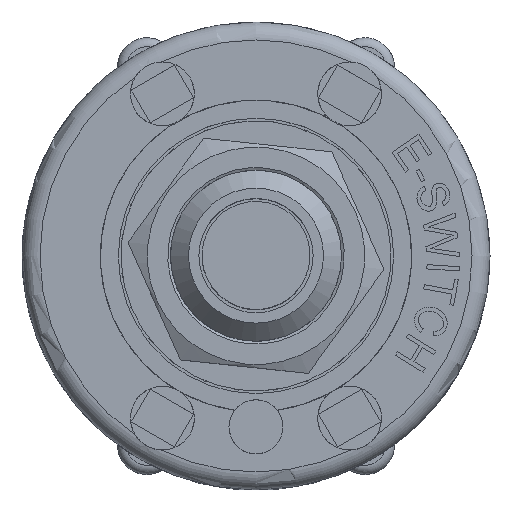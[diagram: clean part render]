
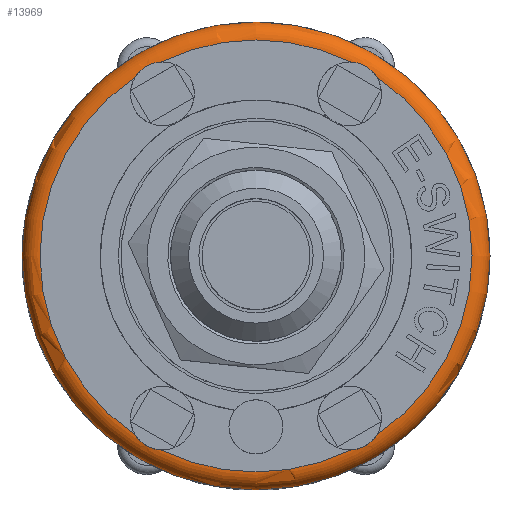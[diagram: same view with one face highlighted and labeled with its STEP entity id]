
A CAD part, top view. The second image highlights one B-rep face of the part: STEP entity #13969.
In plain terms, the highlighted toroidal (fillet/blend) face has major radius 12 mm and minor radius 1 mm.
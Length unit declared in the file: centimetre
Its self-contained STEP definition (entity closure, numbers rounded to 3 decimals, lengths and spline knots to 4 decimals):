
#26=TOROIDAL_SURFACE('',#14704,1.2,0.1);
#656=B_SPLINE_CURVE_WITH_KNOTS('',3,(#24071,#24072,#24073,#24074,#24075,
#24076,#24077,#24078,#24079,#24080,#24081,#24082),.UNSPECIFIED.,.F.,.F.,
(4,2,2,2,2,4),(-0.2692,-0.2446,-0.216,
-0.1921,-0.1645,-0.1357),.UNSPECIFIED.);
#657=B_SPLINE_CURVE_WITH_KNOTS('',3,(#24094,#24095,#24096,#24097,#24098,
#24099,#24100,#24101,#24102,#24103,#24104,#24105),.UNSPECIFIED.,.F.,.F.,
(4,2,2,2,2,4),(-0.2692,-0.2446,-0.216,
-0.1921,-0.1645,-0.1357),.UNSPECIFIED.);
#658=B_SPLINE_CURVE_WITH_KNOTS('',3,(#24122,#24123,#24124,#24125,#24126,
#24127,#24128,#24129,#24130,#24131,#24132,#24133),.UNSPECIFIED.,.F.,.F.,
(4,2,2,2,2,4),(-0.2692,-0.2446,-0.216,
-0.1921,-0.1645,-0.1357),.UNSPECIFIED.);
#659=B_SPLINE_CURVE_WITH_KNOTS('',3,(#24155,#24156,#24157,#24158,#24159,
#24160,#24161,#24162,#24163,#24164,#24165,#24166),.UNSPECIFIED.,.F.,.F.,
(4,2,2,2,2,4),(-0.2692,-0.2446,-0.216,
-0.1921,-0.1645,-0.1357),.UNSPECIFIED.);
#1862=FACE_OUTER_BOUND('',#2685,.T.);
#2685=EDGE_LOOP('',(#12883,#12884,#12885,#12886,#12887,#12888,#12889,#12890,
#12891,#12892,#12893,#12894));
#5811=CIRCLE('',#14657,1.3);
#5838=CIRCLE('',#14705,0.1);
#5839=CIRCLE('',#14706,1.2);
#5840=CIRCLE('',#14707,1.2);
#5841=CIRCLE('',#14708,1.2);
#5842=CIRCLE('',#14709,1.2);
#5843=CIRCLE('',#14710,1.2);
#7124=VERTEX_POINT('',#24033);
#7132=VERTEX_POINT('',#24069);
#7133=VERTEX_POINT('',#24070);
#7136=VERTEX_POINT('',#24092);
#7137=VERTEX_POINT('',#24093);
#7142=VERTEX_POINT('',#24120);
#7143=VERTEX_POINT('',#24121);
#7150=VERTEX_POINT('',#24153);
#7151=VERTEX_POINT('',#24154);
#7154=VERTEX_POINT('',#24176);
#9079=EDGE_CURVE('',#7124,#7124,#5811,.T.);
#9097=EDGE_CURVE('',#7132,#7133,#656,.T.);
#9103=EDGE_CURVE('',#7136,#7137,#657,.T.);
#9111=EDGE_CURVE('',#7142,#7143,#658,.T.);
#9121=EDGE_CURVE('',#7150,#7151,#659,.T.);
#9127=EDGE_CURVE('',#7124,#7154,#5838,.T.);
#9128=EDGE_CURVE('',#7154,#7142,#5839,.T.);
#9129=EDGE_CURVE('',#7143,#7136,#5840,.T.);
#9130=EDGE_CURVE('',#7137,#7132,#5841,.T.);
#9131=EDGE_CURVE('',#7133,#7150,#5842,.T.);
#9132=EDGE_CURVE('',#7151,#7154,#5843,.T.);
#12883=ORIENTED_EDGE('',*,*,#9079,.T.);
#12884=ORIENTED_EDGE('',*,*,#9127,.T.);
#12885=ORIENTED_EDGE('',*,*,#9128,.T.);
#12886=ORIENTED_EDGE('',*,*,#9111,.T.);
#12887=ORIENTED_EDGE('',*,*,#9129,.T.);
#12888=ORIENTED_EDGE('',*,*,#9103,.T.);
#12889=ORIENTED_EDGE('',*,*,#9130,.T.);
#12890=ORIENTED_EDGE('',*,*,#9097,.T.);
#12891=ORIENTED_EDGE('',*,*,#9131,.T.);
#12892=ORIENTED_EDGE('',*,*,#9121,.T.);
#12893=ORIENTED_EDGE('',*,*,#9132,.T.);
#12894=ORIENTED_EDGE('',*,*,#9127,.F.);
#13969=ADVANCED_FACE('',(#1862),#26,.T.);
#14657=AXIS2_PLACEMENT_3D('',#24034,#17462,#17463);
#14704=AXIS2_PLACEMENT_3D('',#24175,#17573,#17574);
#14705=AXIS2_PLACEMENT_3D('',#24177,#17575,#17576);
#14706=AXIS2_PLACEMENT_3D('',#24178,#17577,#17578);
#14707=AXIS2_PLACEMENT_3D('',#24179,#17579,#17580);
#14708=AXIS2_PLACEMENT_3D('',#24180,#17581,#17582);
#14709=AXIS2_PLACEMENT_3D('',#24181,#17583,#17584);
#14710=AXIS2_PLACEMENT_3D('',#24182,#17585,#17586);
#17462=DIRECTION('center_axis',(0.,0.,1.));
#17463=DIRECTION('ref_axis',(-1.,0.,0.));
#17573=DIRECTION('center_axis',(0.,0.,-1.));
#17574=DIRECTION('ref_axis',(-1.,0.,0.));
#17575=DIRECTION('center_axis',(0.,-1.,0.));
#17576=DIRECTION('ref_axis',(1.,0.,0.));
#17577=DIRECTION('center_axis',(0.,0.,-1.));
#17578=DIRECTION('ref_axis',(-1.,0.,0.));
#17579=DIRECTION('center_axis',(0.,0.,-1.));
#17580=DIRECTION('ref_axis',(-1.,0.,0.));
#17581=DIRECTION('center_axis',(0.,0.,-1.));
#17582=DIRECTION('ref_axis',(-1.,0.,0.));
#17583=DIRECTION('center_axis',(0.,0.,-1.));
#17584=DIRECTION('ref_axis',(-1.,0.,0.));
#17585=DIRECTION('center_axis',(0.,0.,-1.));
#17586=DIRECTION('ref_axis',(-1.,0.,0.));
#24033=CARTESIAN_POINT('',(1.3,0.,0.95));
#24034=CARTESIAN_POINT('Origin',(0.,0.,0.95));
#24069=CARTESIAN_POINT('',(-0.67,0.9955,1.05));
#24070=CARTESIAN_POINT('',(-0.5271,1.078,1.05));
#24071=CARTESIAN_POINT('Ctrl Pts',(-0.67,0.9955,
1.05));
#24072=CARTESIAN_POINT('Ctrl Pts',(-0.6646,1.0041,
1.05));
#24073=CARTESIAN_POINT('Ctrl Pts',(-0.6583,1.0124,
1.0498));
#24074=CARTESIAN_POINT('Ctrl Pts',(-0.6428,1.0294,
1.0491));
#24075=CARTESIAN_POINT('Ctrl Pts',(-0.6335,1.0377,
1.0488));
#24076=CARTESIAN_POINT('Ctrl Pts',(-0.615,1.051,1.0484));
#24077=CARTESIAN_POINT('Ctrl Pts',(-0.6061,1.0563,
1.0484));
#24078=CARTESIAN_POINT('Ctrl Pts',(-0.5859,1.0659,1.0487));
#24079=CARTESIAN_POINT('Ctrl Pts',(-0.5747,1.07,1.049));
#24080=CARTESIAN_POINT('Ctrl Pts',(-0.551,1.0759,1.0497));
#24081=CARTESIAN_POINT('Ctrl Pts',(-0.539,1.0775,
1.05));
#24082=CARTESIAN_POINT('Ctrl Pts',(-0.5271,1.078,
1.05));
#24092=CARTESIAN_POINT('',(-0.5271,-1.078,1.05));
#24093=CARTESIAN_POINT('',(-0.67,-0.9955,1.05));
#24094=CARTESIAN_POINT('Ctrl Pts',(-0.5271,-1.078,
1.05));
#24095=CARTESIAN_POINT('Ctrl Pts',(-0.5373,-1.0776,
1.05));
#24096=CARTESIAN_POINT('Ctrl Pts',(-0.5476,-1.0763,
1.0498));
#24097=CARTESIAN_POINT('Ctrl Pts',(-0.5701,-1.0714,1.0491));
#24098=CARTESIAN_POINT('Ctrl Pts',(-0.5819,-1.0675,
1.0488));
#24099=CARTESIAN_POINT('Ctrl Pts',(-0.6027,-1.0581,
1.0484));
#24100=CARTESIAN_POINT('Ctrl Pts',(-0.6117,-1.053,
1.0484));
#24101=CARTESIAN_POINT('Ctrl Pts',(-0.6301,-1.0404,
1.0487));
#24102=CARTESIAN_POINT('Ctrl Pts',(-0.6393,-1.0327,
1.049));
#24103=CARTESIAN_POINT('Ctrl Pts',(-0.6562,-1.0151,
1.0497));
#24104=CARTESIAN_POINT('Ctrl Pts',(-0.6637,-1.0055,
1.05));
#24105=CARTESIAN_POINT('Ctrl Pts',(-0.67,-0.9955,
1.05));
#24120=CARTESIAN_POINT('',(0.67,-0.9955,1.05));
#24121=CARTESIAN_POINT('',(0.5271,-1.078,1.05));
#24122=CARTESIAN_POINT('Ctrl Pts',(0.67,-0.9955,
1.05));
#24123=CARTESIAN_POINT('Ctrl Pts',(0.6646,-1.0041,
1.05));
#24124=CARTESIAN_POINT('Ctrl Pts',(0.6583,-1.0124,
1.0498));
#24125=CARTESIAN_POINT('Ctrl Pts',(0.6428,-1.0294,
1.0491));
#24126=CARTESIAN_POINT('Ctrl Pts',(0.6335,-1.0377,
1.0488));
#24127=CARTESIAN_POINT('Ctrl Pts',(0.615,-1.051,
1.0484));
#24128=CARTESIAN_POINT('Ctrl Pts',(0.6061,-1.0563,
1.0484));
#24129=CARTESIAN_POINT('Ctrl Pts',(0.5859,-1.0659,1.0487));
#24130=CARTESIAN_POINT('Ctrl Pts',(0.5747,-1.07,1.049));
#24131=CARTESIAN_POINT('Ctrl Pts',(0.551,-1.0759,
1.0497));
#24132=CARTESIAN_POINT('Ctrl Pts',(0.539,-1.0775,
1.05));
#24133=CARTESIAN_POINT('Ctrl Pts',(0.5271,-1.078,
1.05));
#24153=CARTESIAN_POINT('',(0.5271,1.078,1.05));
#24154=CARTESIAN_POINT('',(0.67,0.9955,1.05));
#24155=CARTESIAN_POINT('Ctrl Pts',(0.5271,1.078,1.05));
#24156=CARTESIAN_POINT('Ctrl Pts',(0.5373,1.0776,1.05));
#24157=CARTESIAN_POINT('Ctrl Pts',(0.5476,1.0763,1.0498));
#24158=CARTESIAN_POINT('Ctrl Pts',(0.5701,1.0714,1.0491));
#24159=CARTESIAN_POINT('Ctrl Pts',(0.5819,1.0675,1.0488));
#24160=CARTESIAN_POINT('Ctrl Pts',(0.6027,1.0581,1.0484));
#24161=CARTESIAN_POINT('Ctrl Pts',(0.6117,1.053,1.0484));
#24162=CARTESIAN_POINT('Ctrl Pts',(0.6301,1.0404,1.0487));
#24163=CARTESIAN_POINT('Ctrl Pts',(0.6393,1.0327,1.049));
#24164=CARTESIAN_POINT('Ctrl Pts',(0.6562,1.0151,1.0497));
#24165=CARTESIAN_POINT('Ctrl Pts',(0.6637,1.0055,1.05));
#24166=CARTESIAN_POINT('Ctrl Pts',(0.67,0.9955,
1.05));
#24175=CARTESIAN_POINT('Origin',(0.,0.,0.95));
#24176=CARTESIAN_POINT('',(1.2,0.,1.05));
#24177=CARTESIAN_POINT('Origin',(1.2,0.,0.95));
#24178=CARTESIAN_POINT('Origin',(0.,0.,1.05));
#24179=CARTESIAN_POINT('Origin',(0.,0.,1.05));
#24180=CARTESIAN_POINT('Origin',(0.,0.,1.05));
#24181=CARTESIAN_POINT('Origin',(0.,0.,1.05));
#24182=CARTESIAN_POINT('Origin',(0.,0.,1.05));
